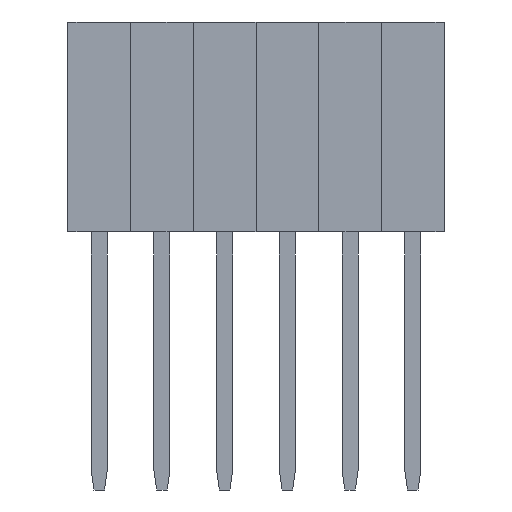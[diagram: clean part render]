
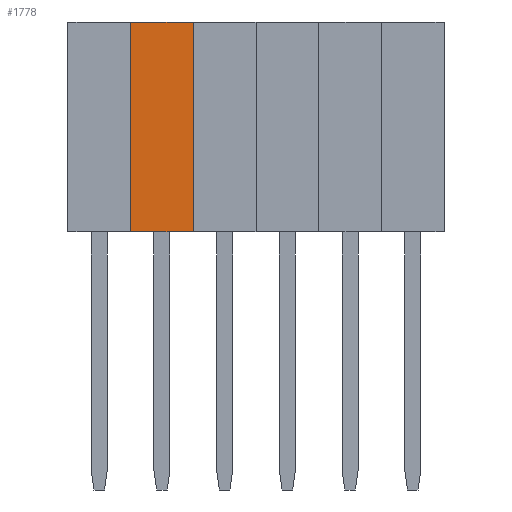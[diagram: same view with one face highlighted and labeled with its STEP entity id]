
A CAD part, front view. The second image highlights one B-rep face of the part: STEP entity #1778.
In plain terms, the highlighted planar face has unit normal (0, -1, 0).
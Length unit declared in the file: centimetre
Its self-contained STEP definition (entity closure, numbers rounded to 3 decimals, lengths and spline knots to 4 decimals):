
#18 = ORIENTED_EDGE ( 'NONE', *, *, #735, .T. ) ;
#19 = ORIENTED_EDGE ( 'NONE', *, *, #141, .F. ) ;
#103 = DIRECTION ( 'NONE',  ( 0., -1., 0. ) ) ;
#141 = EDGE_CURVE ( 'NONE', #1605, #443, #1045, .T. ) ;
#176 = CARTESIAN_POINT ( 'NONE',  ( -0.127, -0.127, 0.85 ) ) ;
#203 = LINE ( 'NONE', #565, #1827 ) ;
#288 = LINE ( 'NONE', #1196, #1819 ) ;
#344 = DIRECTION ( 'NONE',  ( 0., 0., 1. ) ) ;
#409 = PLANE ( 'NONE',  #2005 ) ;
#443 = VERTEX_POINT ( 'NONE', #551 ) ;
#549 = CARTESIAN_POINT ( 'NONE',  ( 0., -0.127, 0.85 ) ) ;
#551 = CARTESIAN_POINT ( 'NONE',  ( -0.127, -0.127, 0.85 ) ) ;
#565 = CARTESIAN_POINT ( 'NONE',  ( 0., -0.127, 0. ) ) ;
#611 = VECTOR ( 'NONE', #344, 100. ) ;
#717 = DIRECTION ( 'NONE',  ( 1., 0., 0. ) ) ;
#735 = EDGE_CURVE ( 'NONE', #1663, #1775, #288, .T. ) ;
#759 = EDGE_CURVE ( 'NONE', #443, #1775, #1594, .T. ) ;
#957 = VECTOR ( 'NONE', #717, 100. ) ;
#997 = ORIENTED_EDGE ( 'NONE', *, *, #759, .F. ) ;
#1028 = DIRECTION ( 'NONE',  ( 0., 0., 1. ) ) ;
#1045 = LINE ( 'NONE', #176, #611 ) ;
#1064 = CARTESIAN_POINT ( 'NONE',  ( 0., -0.127, 0.85 ) ) ;
#1196 = CARTESIAN_POINT ( 'NONE',  ( 0.127, -0.127, 0.85 ) ) ;
#1206 = FACE_OUTER_BOUND ( 'NONE', #1301, .T. ) ;
#1234 = DIRECTION ( 'NONE',  ( 0., 0., -1. ) ) ;
#1301 = EDGE_LOOP ( 'NONE', ( #997, #19, #1615, #18 ) ) ;
#1383 = CARTESIAN_POINT ( 'NONE',  ( 0.127, -0.127, 0.85 ) ) ;
#1537 = CARTESIAN_POINT ( 'NONE',  ( 0.127, -0.127, 0. ) ) ;
#1594 = LINE ( 'NONE', #549, #957 ) ;
#1605 = VERTEX_POINT ( 'NONE', #1709 ) ;
#1615 = ORIENTED_EDGE ( 'NONE', *, *, #1727, .T. ) ;
#1663 = VERTEX_POINT ( 'NONE', #1537 ) ;
#1698 = DIRECTION ( 'NONE',  ( 1., 0., 0. ) ) ;
#1709 = CARTESIAN_POINT ( 'NONE',  ( -0.127, -0.127, 0. ) ) ;
#1727 = EDGE_CURVE ( 'NONE', #1605, #1663, #203, .T. ) ;
#1775 = VERTEX_POINT ( 'NONE', #1383 ) ;
#1778 = ADVANCED_FACE ( 'NONE', ( #1206 ), #409, .T. ) ;
#1819 = VECTOR ( 'NONE', #1028, 100. ) ;
#1827 = VECTOR ( 'NONE', #1698, 100. ) ;
#2005 = AXIS2_PLACEMENT_3D ( 'NONE', #1064, #103, #1234 ) ;
